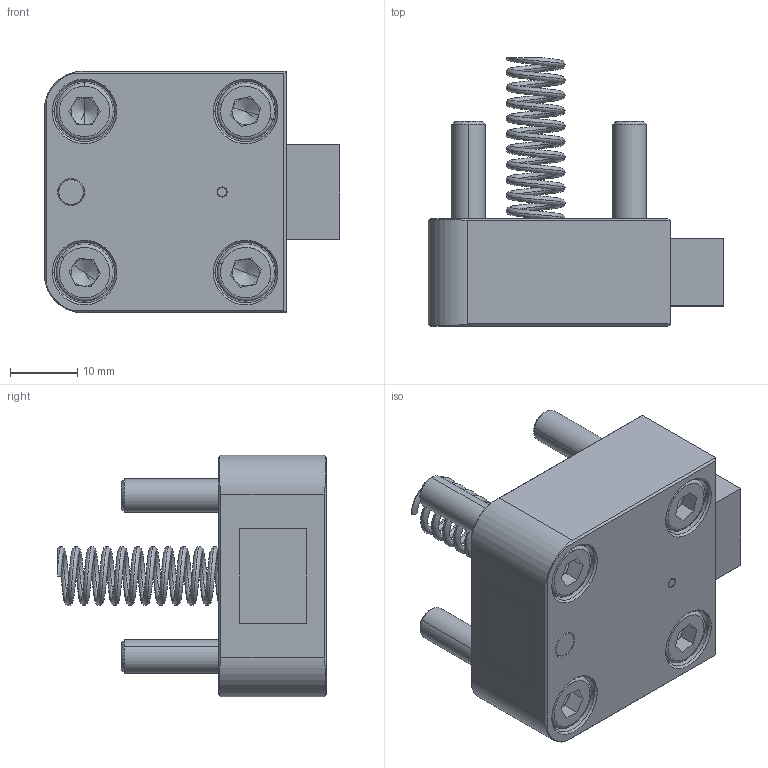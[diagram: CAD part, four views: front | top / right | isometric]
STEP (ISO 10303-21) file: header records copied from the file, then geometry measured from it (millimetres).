
FILE_DESCRIPTION (( 'STEP AP214' ), '1' );
FILE_NAME ('UA363616 Obert.STEP', '2015-02-13T08:36:50', ( '' ), ( '' ), 'SwSTEP 2.0', 'SolidWorks 2014', '' );
FILE_SCHEMA (( 'AUTOMOTIVE_DESIGN' ));
Length unit declared in the file: millimetre
Products named in the file (10): 1DIN912525_DIN 912 M5 x 25 --- 25C; 9UA363616 - 1F_Parallel Pin ISO 8734 - 1.5 x 5 - A - St; 1CG-UA; 3MUELLE-UA; 9UA363616 - 1E_Parallel Pin ISO 8734 - 4 x 10 - A - St; UA363616 Obert; 9UA363616 - 1A; 9UA363616 - 1B; 9UA363616 - 1D; 9UA363616 - 1C
Assembly tree (12 placements, depth 2):
  UA363616 Obert
    9UA363616 - 1A
    9UA363616 - 1B
    9UA363616 - 1C
    9UA363616 - 1D
    1CG-UA
    3MUELLE-UA
    1DIN912525_DIN 912 M5 x 25 --- 25C  x4
    9UA363616 - 1E_Parallel Pin ISO 8734 - 4 x 10 - A - St
    9UA363616 - 1F_Parallel Pin ISO 8734 - 1.5 x 5 - A - St
Bounding box: 44 x 40 x 36 mm (x, y, z)
Volume: 20981.3 mm3; surface area: 14170.1 mm2
Topology: 12 solids, 12 shells, 252 faces, 556 edges, 334 vertices
Faces by surface type: plane 126, cylinder 54, cone 54, torus 16, bspline 2
Entity records: 8816 total; most frequent: CARTESIAN_POINT 4489, DIRECTION 864, ORIENTED_EDGE 760, EDGE_CURVE 380, AXIS2_PLACEMENT_3D 324, VERTEX_POINT 235, VECTOR 216, LINE 216
